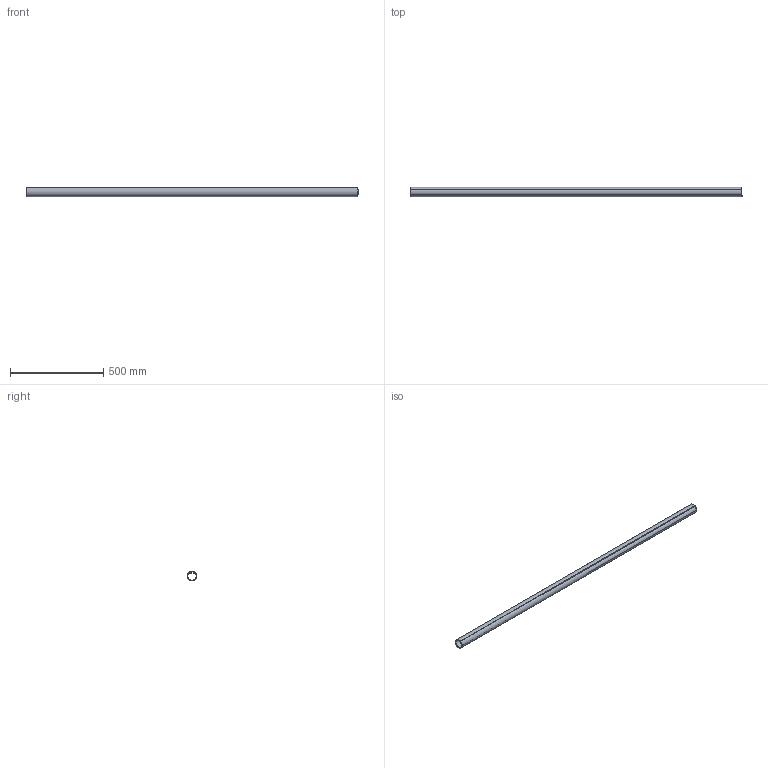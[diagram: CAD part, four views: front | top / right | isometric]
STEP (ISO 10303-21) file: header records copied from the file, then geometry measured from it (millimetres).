
FILE_DESCRIPTION(/* description */ (''),/* implementation_level */ '2;1');
FILE_NAME(/* name */ 'AoL-System-Suspension-Linear-1800',/* time_stamp */ '2019-09-25T18:03:01+02:00',/* author */ (''),/* organization */ (''),/* preprocessor_version */ 'ST-DEVELOPER v15',/* originating_system */ '',/* authorisation */ '');
FILE_SCHEMA (('AUTOMOTIVE_DESIGN'));
Length unit declared in the file: millimetre
Products named in the file (1): Document
Bounding box: 1776 x 50 x 49.99 mm (x, y, z)
Volume: 816893.1 mm3; surface area: 635160.1 mm2
Topology: 2 solids, 2 shells, 45 faces, 101 edges, 60 vertices
Faces by surface type: bspline 37, plane 8
Entity records: 1289 total; most frequent: CARTESIAN_POINT 706, ORIENTED_EDGE 202, EDGE_CURVE 101, VERTEX_POINT 60, EDGE_LOOP 47, ADVANCED_FACE 45, FACE_OUTER_BOUND 45, B_SPLINE_CURVE_WITH_KNOTS 12
